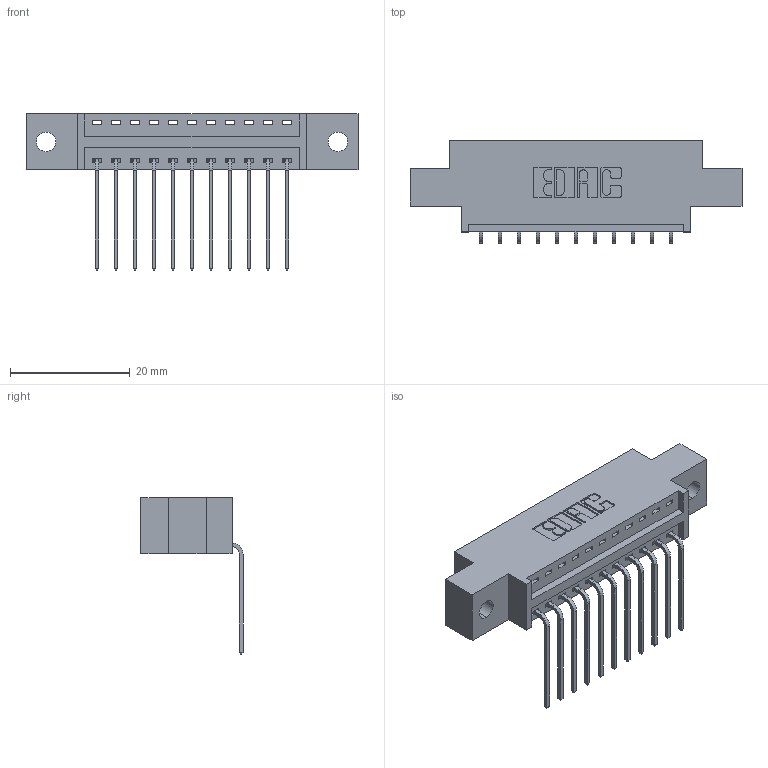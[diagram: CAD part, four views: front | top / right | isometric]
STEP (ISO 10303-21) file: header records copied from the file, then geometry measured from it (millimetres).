
FILE_DESCRIPTION (( 'STEP AP203' ), '1' );
FILE_NAME ('396-011-559-602.STEP', '2018-08-31T05:10:19', ( '' ), ( '' ), 'SwSTEP 2.0', 'SolidWorks 2016', '' );
FILE_SCHEMA (( 'CONFIG_CONTROL_DESIGN' ));
Length unit declared in the file: inch
Products named in the file (3): 346 Part_0.170 Offset - 0.128 Dia; 345-292-001_558 559 Tail - 1; 396-011-559-602
Assembly tree (12 placements, depth 2):
  396-011-559-602
    346 Part_0.170 Offset - 0.128 Dia
    345-292-001_558 559 Tail - 1  x11
Bounding box: 55.5 x 17.08 x 26.16 mm (x, y, z)
Volume: 4944.3 mm3; surface area: 5952.9 mm2
Topology: 12 solids, 12 shells, 786 faces, 2343 edges, 1546 vertices
Faces by surface type: plane 542, cylinder 244
Entity records: 11219 total; most frequent: CARTESIAN_POINT 1941, ORIENTED_EDGE 1886, DIRECTION 1749, EDGE_CURVE 943, LINE 767, VECTOR 767, VERTEX_POINT 626, AXIS2_PLACEMENT_3D 491
